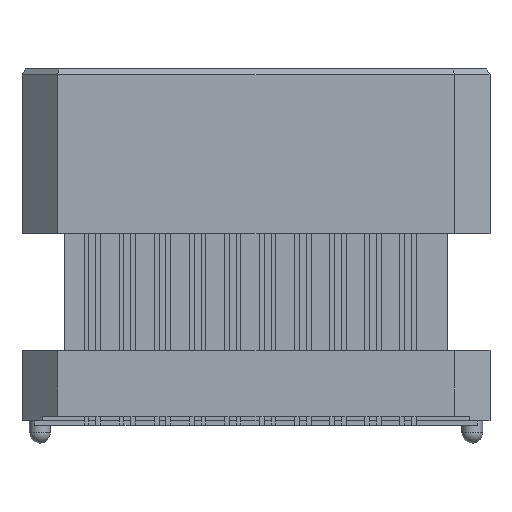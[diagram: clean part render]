
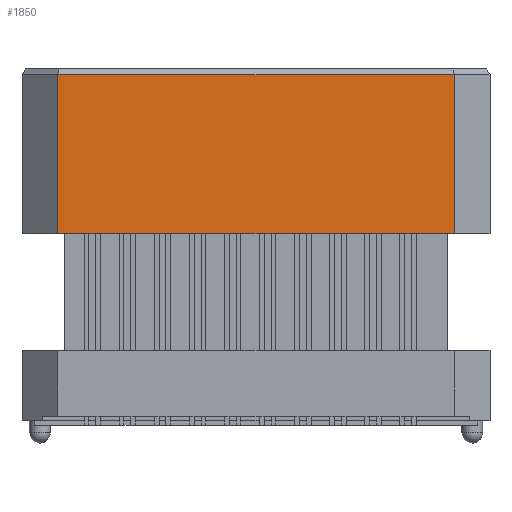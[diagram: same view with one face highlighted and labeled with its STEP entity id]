
A CAD part, front view. The second image highlights one B-rep face of the part: STEP entity #1850.
In plain terms, the highlighted planar face has unit normal (0, -1, 0).
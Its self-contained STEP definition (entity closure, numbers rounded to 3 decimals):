
#1759 = VERTEX_POINT('',#1760);
#1760 = CARTESIAN_POINT('',(-8.234,-2.985,15.001));
#1782 = EDGE_CURVE('',#1759,#1783,#1785,.T.);
#1783 = VERTEX_POINT('',#1784);
#1784 = CARTESIAN_POINT('',(8.734,-2.985,15.001));
#1785 = LINE('',#1786,#1787);
#1786 = CARTESIAN_POINT('',(-8.234,-2.985,15.001));
#1787 = VECTOR('',#1788,1.);
#1788 = DIRECTION('',(1.,0.,0.));
#1826 = VERTEX_POINT('',#1827);
#1827 = CARTESIAN_POINT('',(8.734,-2.985,8.193));
#1840 = EDGE_CURVE('',#1783,#1826,#1841,.T.);
#1841 = LINE('',#1842,#1843);
#1842 = CARTESIAN_POINT('',(8.734,-2.985,15.001));
#1843 = VECTOR('',#1844,1.);
#1844 = DIRECTION('',(0.,0.,-1.));
#1850 = ADVANCED_FACE('',(#1851),#1869,.F.);
#1851 = FACE_BOUND('',#1852,.T.);
#1852 = EDGE_LOOP('',(#1853,#1861,#1862,#1863));
#1853 = ORIENTED_EDGE('',*,*,#1854,.F.);
#1854 = EDGE_CURVE('',#1826,#1855,#1857,.T.);
#1855 = VERTEX_POINT('',#1856);
#1856 = CARTESIAN_POINT('',(-8.234,-2.985,8.193));
#1857 = LINE('',#1858,#1859);
#1858 = CARTESIAN_POINT('',(-8.234,-2.985,8.193));
#1859 = VECTOR('',#1860,1.);
#1860 = DIRECTION('',(-1.,0.,0.));
#1861 = ORIENTED_EDGE('',*,*,#1840,.F.);
#1862 = ORIENTED_EDGE('',*,*,#1782,.F.);
#1863 = ORIENTED_EDGE('',*,*,#1864,.T.);
#1864 = EDGE_CURVE('',#1759,#1855,#1865,.T.);
#1865 = LINE('',#1866,#1867);
#1866 = CARTESIAN_POINT('',(-8.234,-2.985,15.001));
#1867 = VECTOR('',#1868,1.);
#1868 = DIRECTION('',(0.,0.,-1.));
#1869 = PLANE('',#1870);
#1870 = AXIS2_PLACEMENT_3D('',#1871,#1872,#1873);
#1871 = CARTESIAN_POINT('',(-8.234,-2.985,15.001));
#1872 = DIRECTION('',(0.,1.,0.));
#1873 = DIRECTION('',(-1.,0.,0.));
